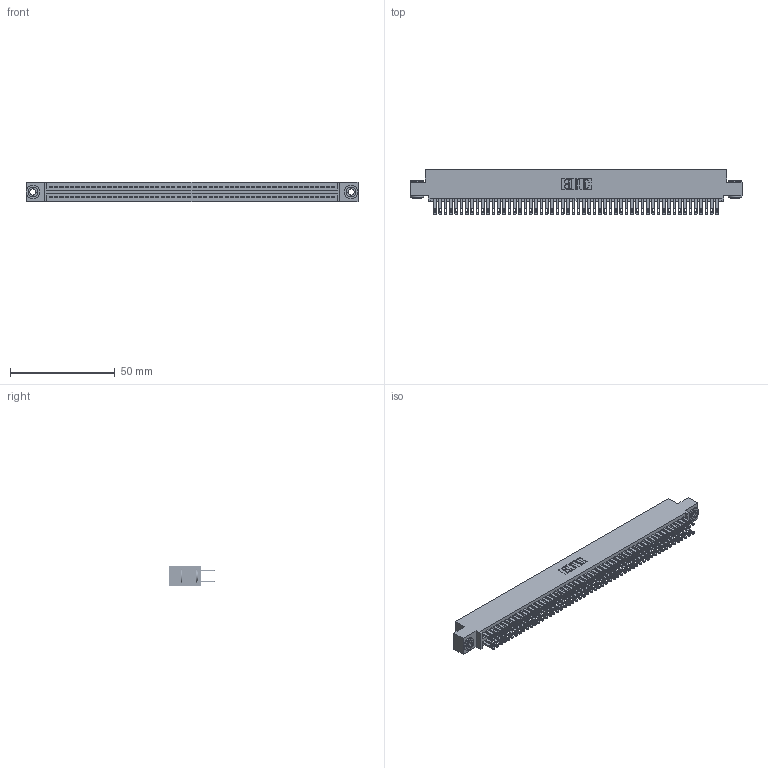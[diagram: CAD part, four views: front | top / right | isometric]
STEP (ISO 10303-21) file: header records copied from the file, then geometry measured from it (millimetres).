
FILE_DESCRIPTION (( 'STEP AP203' ), '1' );
FILE_NAME ('345-108-500-503.STEP', '2018-10-07T04:42:45', ( '' ), ( '' ), 'SwSTEP 2.0', 'SolidWorks 2016', '' );
FILE_SCHEMA (( 'CONFIG_CONTROL_DESIGN' ));
Length unit declared in the file: inch
Products named in the file (4): 345 Part_0.110 Offset - 0.156 Dia-TH; 345-292-001_345-293-100; 345-250-002_345-250-002-102; 345-108-500-503
Assembly tree (111 placements, depth 2):
  345-108-500-503
    345 Part_0.110 Offset - 0.156 Dia-TH
    345-292-001_345-293-100  x108
    345-250-002_345-250-002-102  x2
Bounding box: 158.37 x 21.51 x 9.4 mm (x, y, z)
Volume: 15771.6 mm3; surface area: 24944.7 mm2
Topology: 111 solids, 111 shells, 5136 faces, 15657 edges, 10434 vertices
Faces by surface type: plane 3010, cylinder 2118, cone 8
Entity records: 41466 total; most frequent: CARTESIAN_POINT 6915, ORIENTED_EDGE 6842, DIRECTION 6115, EDGE_CURVE 3421, LINE 3045, VECTOR 3045, VERTEX_POINT 2278, AXIS2_PLACEMENT_3D 1535
